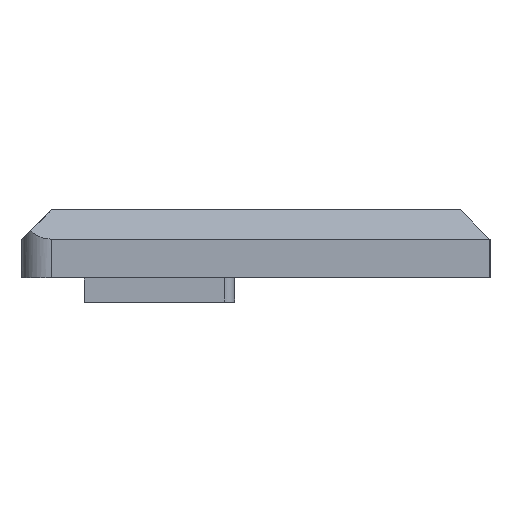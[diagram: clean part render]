
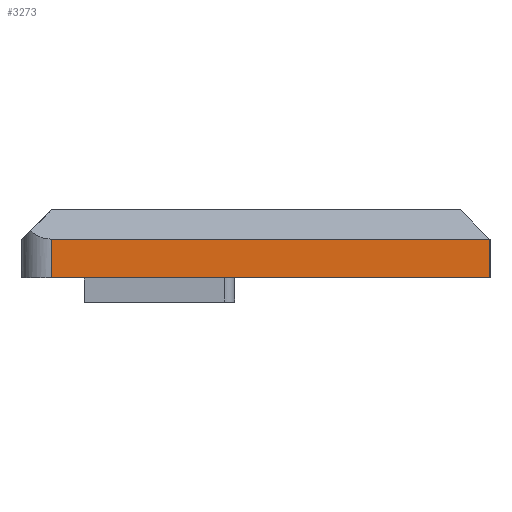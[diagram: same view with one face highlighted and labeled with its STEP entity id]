
A CAD part, left-side view. The second image highlights one B-rep face of the part: STEP entity #3273.
In plain terms, the highlighted planar face has unit normal (-1, 0, 0).
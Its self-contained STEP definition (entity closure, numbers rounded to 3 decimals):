
#405 = LINE ( 'NONE', #5115, #7473 ) ;
#821 = DIRECTION ( 'NONE',  ( 0., 1., 0. ) ) ;
#1555 = CARTESIAN_POINT ( 'NONE',  ( -124.083, -15.395, 7. ) ) ;
#1789 = VECTOR ( 'NONE', #8565, 1000. ) ;
#1845 = EDGE_CURVE ( 'NONE', #6474, #9104, #6977, .T. ) ;
#1940 = EDGE_CURVE ( 'NONE', #9104, #9677, #9599, .T. ) ;
#1998 = VERTEX_POINT ( 'NONE', #10267 ) ;
#2211 = VECTOR ( 'NONE', #5363, 1000. ) ;
#2335 = ORIENTED_EDGE ( 'NONE', *, *, #1940, .T. ) ;
#2385 = FACE_OUTER_BOUND ( 'NONE', #3945, .T. ) ;
#2613 = CARTESIAN_POINT ( 'NONE',  ( -124.083, -15.395, 0. ) ) ;
#2618 = CARTESIAN_POINT ( 'NONE',  ( -124.083, 29.9, 4. ) ) ;
#3273 = ADVANCED_FACE ( 'NONE', ( #2385 ), #7867, .F. ) ;
#3856 = DIRECTION ( 'NONE',  ( 1., 0., 0. ) ) ;
#3945 = EDGE_LOOP ( 'NONE', ( #8509, #9991, #2335, #9958 ) ) ;
#5115 = CARTESIAN_POINT ( 'NONE',  ( -124.083, -15.395, 7. ) ) ;
#5363 = DIRECTION ( 'NONE',  ( 0., 0., -1. ) ) ;
#5570 = CARTESIAN_POINT ( 'NONE',  ( -124.083, -15.395, 0. ) ) ;
#5922 = EDGE_CURVE ( 'NONE', #1998, #6474, #7851, .T. ) ;
#5932 = DIRECTION ( 'NONE',  ( 0., 0., -1. ) ) ;
#6378 = VECTOR ( 'NONE', #7138, 1000. ) ;
#6474 = VERTEX_POINT ( 'NONE', #8076 ) ;
#6569 = AXIS2_PLACEMENT_3D ( 'NONE', #1555, #3856, #821 ) ;
#6977 = LINE ( 'NONE', #10216, #2211 ) ;
#7138 = DIRECTION ( 'NONE',  ( 0., -1., 0. ) ) ;
#7409 = EDGE_CURVE ( 'NONE', #1998, #9677, #405, .T. ) ;
#7473 = VECTOR ( 'NONE', #5932, 1000. ) ;
#7851 = LINE ( 'NONE', #2618, #1789 ) ;
#7867 = PLANE ( 'NONE',  #6569 ) ;
#8076 = CARTESIAN_POINT ( 'NONE',  ( -124.083, 29.9, 4. ) ) ;
#8509 = ORIENTED_EDGE ( 'NONE', *, *, #5922, .T. ) ;
#8565 = DIRECTION ( 'NONE',  ( 0., 1., 0. ) ) ;
#9023 = CARTESIAN_POINT ( 'NONE',  ( -124.083, 29.9, 0. ) ) ;
#9104 = VERTEX_POINT ( 'NONE', #9023 ) ;
#9599 = LINE ( 'NONE', #5570, #6378 ) ;
#9677 = VERTEX_POINT ( 'NONE', #2613 ) ;
#9958 = ORIENTED_EDGE ( 'NONE', *, *, #7409, .F. ) ;
#9991 = ORIENTED_EDGE ( 'NONE', *, *, #1845, .T. ) ;
#10216 = CARTESIAN_POINT ( 'NONE',  ( -124.083, 29.9, 7. ) ) ;
#10267 = CARTESIAN_POINT ( 'NONE',  ( -124.083, -15.395, 4. ) ) ;
